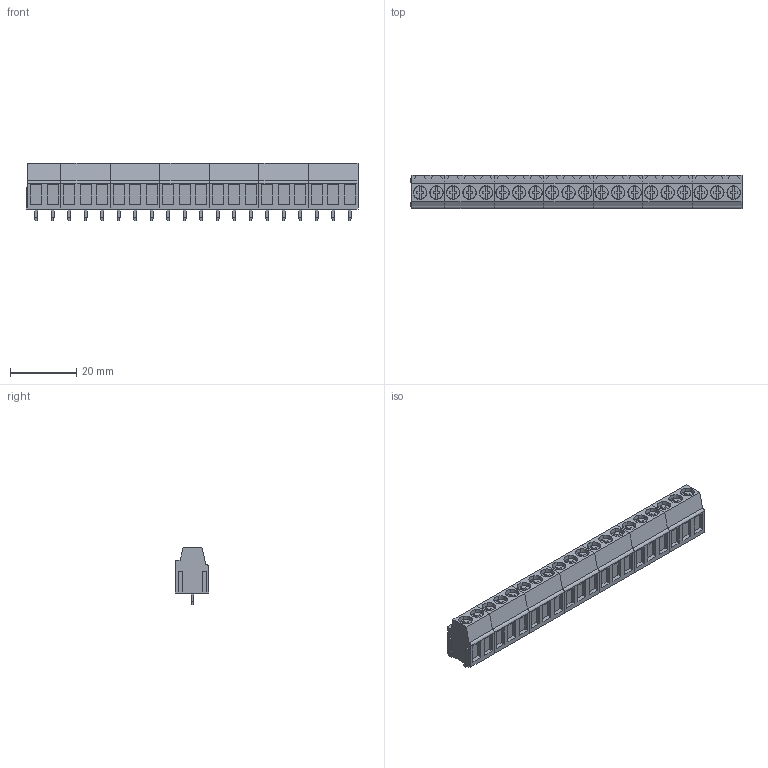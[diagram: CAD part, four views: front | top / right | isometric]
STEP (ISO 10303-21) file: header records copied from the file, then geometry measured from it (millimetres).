
FILE_DESCRIPTION(('CATIA V5 STEP Exchange','CAx-IF Rec.Pracs.--- Model Styling and Organization---1.2---2011-12-15'),'2;1');
FILE_NAME ('D1449959_0_1234170000_1234170000.stp','2018-03-31T09:13:54+00:00',('none'),('Weidmueller'),'CATIA Version 5-6 Release 2014','CATIA V5 STEP AP214','none');
FILE_SCHEMA(('AUTOMOTIVE_DESIGN { 1 0 10303 214 1 1 1 1 }'));
Length unit declared in the file: millimetre
Products named in the file (1): 1234170000
Bounding box: 100.55 x 10 x 17.3 mm (x, y, z)
Volume: 9833.7 mm3; surface area: 11733.4 mm2
Topology: 47 solids, 47 shells, 1709 faces, 4585 edges, 3030 vertices
Faces by surface type: plane 1422, cylinder 287
Entity records: 52764 total; most frequent: CARTESIAN_POINT 10648, ORIENTED_EDGE 9170, DIRECTION 7662, EDGE_CURVE 4585, VECTOR 3731, LINE 3731, VERTEX_POINT 3030, AXIS2_PLACEMENT_3D 2222
